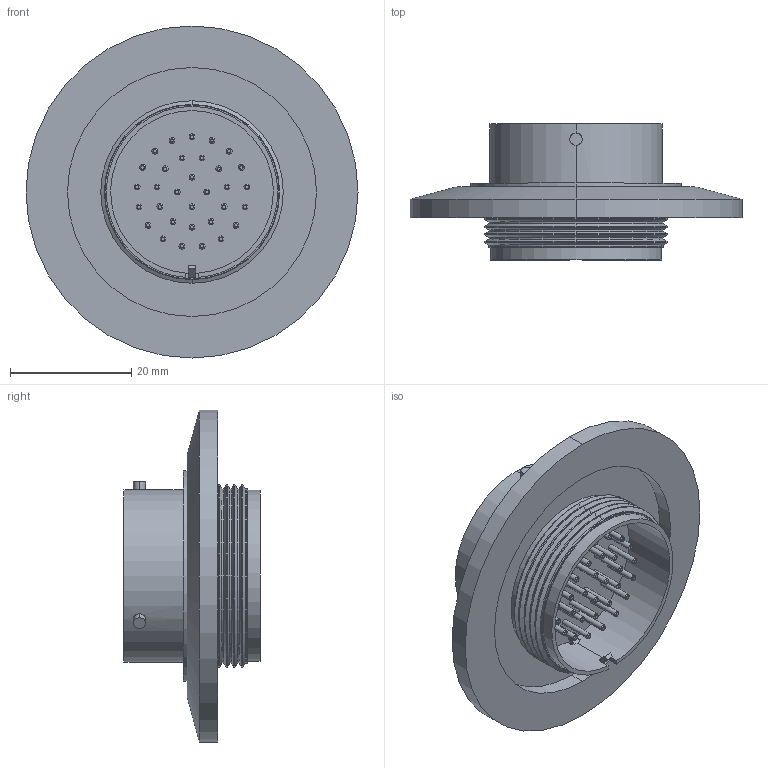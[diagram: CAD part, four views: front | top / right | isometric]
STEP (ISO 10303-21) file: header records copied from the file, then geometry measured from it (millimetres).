
FILE_DESCRIPTION (( 'STEP AP203' ), '1' );
FILE_NAME ('A8233-5-QF.STEP', '2013-04-12T12:36:21', ( '' ), ( '' ), 'SwSTEP 2.0', 'SolidWorks 2012', '' );
FILE_SCHEMA (( 'CONFIG_CONTROL_DESIGN' ));
Length unit declared in the file: inch
Products named in the file (1): A8233-5-QF
Bounding box: 54.86 x 22.48 x 54.86 mm (x, y, z)
Volume: 10652.5 mm3; surface area: 10936.2 mm2
Topology: 1 solids, 1 shells, 434 faces, 1040 edges, 678 vertices
Faces by surface type: cylinder 171, bspline 128, plane 109, cone 26
Entity records: 14443 total; most frequent: CARTESIAN_POINT 4565, DIRECTION 2124, ORIENTED_EDGE 2080, EDGE_CURVE 1040, AXIS2_PLACEMENT_3D 917, VERTEX_POINT 678, CIRCLE 610, EDGE_LOOP 508
